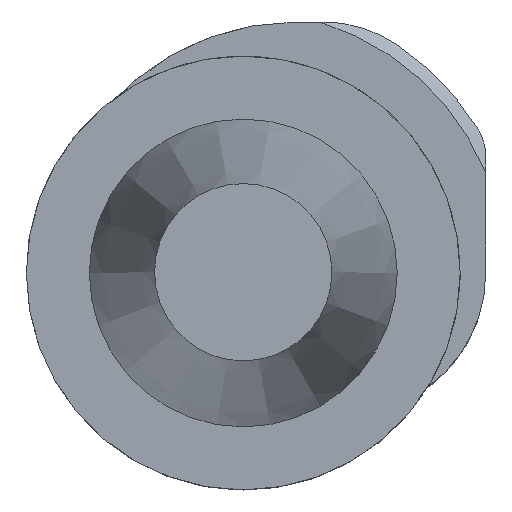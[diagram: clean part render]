
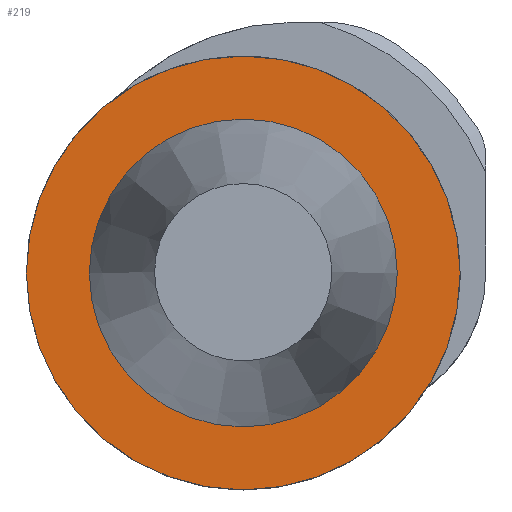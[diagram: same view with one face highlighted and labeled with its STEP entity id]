
A CAD part, top view. The second image highlights one B-rep face of the part: STEP entity #219.
In plain terms, the highlighted planar face has unit normal (0, 0, 1).
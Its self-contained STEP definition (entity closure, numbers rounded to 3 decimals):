
#219=ADVANCED_FACE('Unnamed[1]',(#507,#508),#509,.T.);
#286=EDGE_CURVE('Unnamed[1]',#594,#594,#595,.T.);
#299=EDGE_CURVE('Unnamed[1]',#610,#610,#611,.T.);
#507=FACE_OUTER_BOUND('',#895,.T.);
#508=FACE_BOUND('',#896,.T.);
#509=PLANE('',#897);
#594=VERTEX_POINT('',#1038);
#595=CIRCLE('',#1039,49.213);
#610=VERTEX_POINT('',#1063);
#611=CIRCLE('',#1064,34.925);
#895=EDGE_LOOP('',(#1310));
#896=EDGE_LOOP('',(#1311));
#897=AXIS2_PLACEMENT_3D('',#1312,#1313,#1314);
#1038=CARTESIAN_POINT('',(-49.213,0.,-1.5));
#1039=AXIS2_PLACEMENT_3D('',#1423,#1424,#1425);
#1063=CARTESIAN_POINT('',(-34.925,0.,-1.5));
#1064=AXIS2_PLACEMENT_3D('',#1438,#1439,#1440);
#1310=ORIENTED_EDGE('',*,*,#286,.F.);
#1311=ORIENTED_EDGE('',*,*,#299,.T.);
#1312=CARTESIAN_POINT('',(-42.069,0.,-1.5));
#1313=DIRECTION('',(0.,0.,1.0));
#1314=DIRECTION('',(1.0,0.,0.));
#1423=CARTESIAN_POINT('',(0.,0.,-1.5));
#1424=DIRECTION('',(0.,0.,-1.0));
#1425=DIRECTION('',(-1.0,0.,0.));
#1438=CARTESIAN_POINT('',(0.,0.,-1.5));
#1439=DIRECTION('',(0.,0.,-1.0));
#1440=DIRECTION('',(-1.0,0.,0.));
